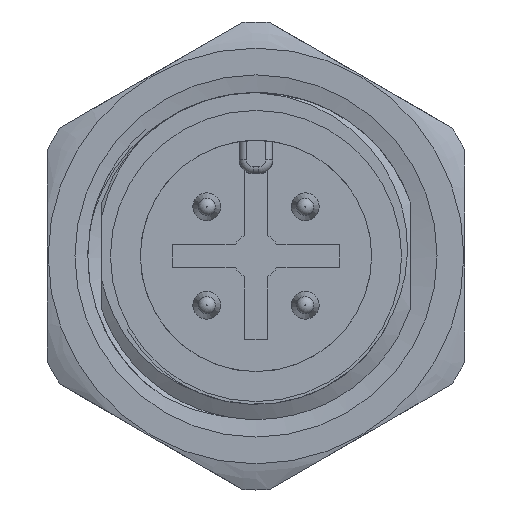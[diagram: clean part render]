
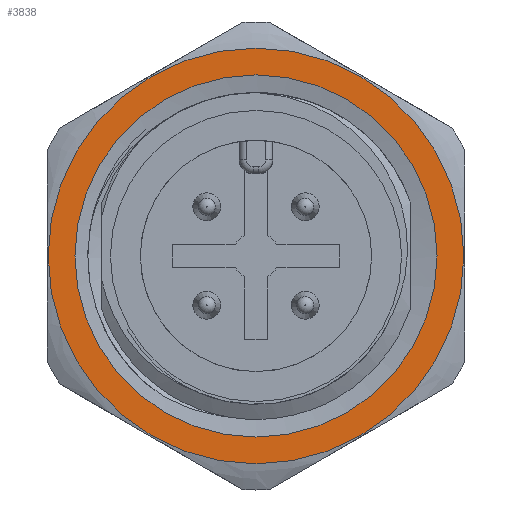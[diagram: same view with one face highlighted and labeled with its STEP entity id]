
A CAD part, front view. The second image highlights one B-rep face of the part: STEP entity #3838.
In plain terms, the highlighted planar face has unit normal (0, -1, 0).
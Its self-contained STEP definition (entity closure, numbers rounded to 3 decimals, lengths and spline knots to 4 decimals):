
#290=PLANE('',#4256);
#414=CIRCLE('',#4257,6.5);
#415=CIRCLE('',#4258,7.4595);
#1352=ORIENTED_EDGE('',*,*,#1987,.T.);
#1353=ORIENTED_EDGE('',*,*,#1988,.F.);
#1987=EDGE_CURVE('',#2387,#2387,#414,.F.);
#1988=EDGE_CURVE('',#2388,#2388,#415,.F.);
#2387=VERTEX_POINT('',#39800);
#2388=VERTEX_POINT('',#39802);
#3075=EDGE_LOOP('',(#1352));
#3076=EDGE_LOOP('',(#1353));
#3434=FACE_BOUND('',#3075,.T.);
#3435=FACE_BOUND('',#3076,.T.);
#3838=ADVANCED_FACE('',(#3434,#3435),#290,.T.);
#4256=AXIS2_PLACEMENT_3D('',#39798,#5100,#5101);
#4257=AXIS2_PLACEMENT_3D('',#39799,#5102,#5103);
#4258=AXIS2_PLACEMENT_3D('',#39801,#5104,#5105);
#5100=DIRECTION('',(0.,-1.,0.));
#5101=DIRECTION('',(0.,0.,-1.));
#5102=DIRECTION('',(0.,-1.,0.));
#5103=DIRECTION('',(0.,0.,-1.));
#5104=DIRECTION('',(0.,-1.,0.));
#5105=DIRECTION('',(0.,0.,-1.));
#39798=CARTESIAN_POINT('',(0.,0.,0.));
#39799=CARTESIAN_POINT('',(0.,0.,0.));
#39800=CARTESIAN_POINT('',(0.,0.,-6.5));
#39801=CARTESIAN_POINT('',(0.,0.,0.));
#39802=CARTESIAN_POINT('',(0.,0.,-7.4595));
